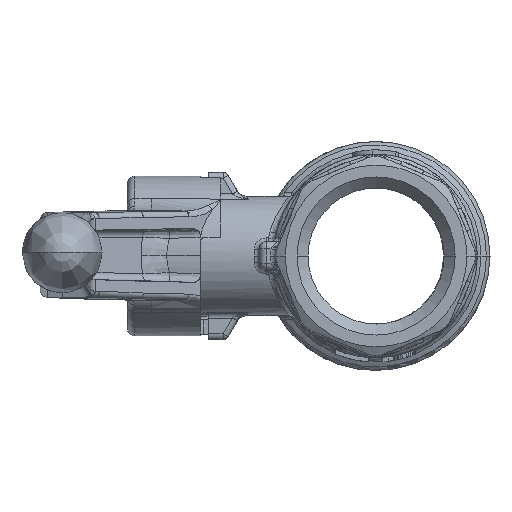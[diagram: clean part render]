
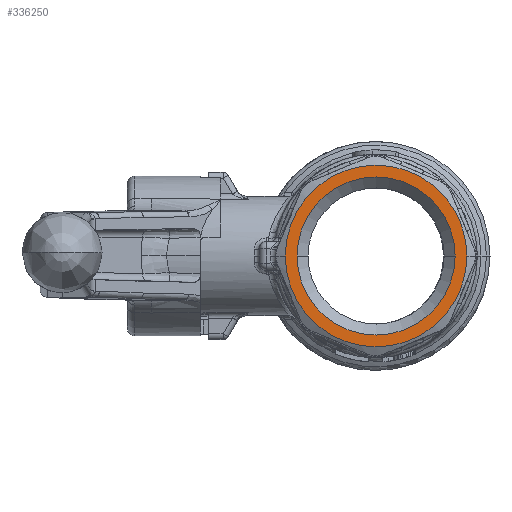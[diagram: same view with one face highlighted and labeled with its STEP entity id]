
A CAD part, left-side view. The second image highlights one B-rep face of the part: STEP entity #336250.
In plain terms, the highlighted planar face has unit normal (-1, 0, 0).
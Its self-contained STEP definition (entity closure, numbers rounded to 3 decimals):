
#201170=CARTESIAN_POINT('',(-30.53,-12.575,0.));
#201180=VERTEX_POINT('',#201170);
#201210=CARTESIAN_POINT('',(-30.53,-0.075,0.));
#201220=DIRECTION('',(-1.,0.,-0.));
#201230=DIRECTION('',(0.,-1.,0.));
#201240=AXIS2_PLACEMENT_3D('',#201210,#201220,#201230);
#201250=CIRCLE('',#201240,12.5);
#201260=CARTESIAN_POINT('',(-30.53,12.425,
0.));
#201270=VERTEX_POINT('',#201260);
#201280=EDGE_CURVE('',#201180,#201270,#201250,.T.);
#336000=CARTESIAN_POINT('',(-30.53,10.8,0.));
#336010=DIRECTION('',(-1.,0.,0.));
#336020=DIRECTION('',(0.,-1.,0.));
#336030=AXIS2_PLACEMENT_3D('',#336000,#336010,#336020);
#336040=PLANE('',#336030);
#336050=EDGE_CURVE('',#201270,#201180,#201250,.T.);
#336060=ORIENTED_EDGE('',*,*,#336050,.T.);
#336070=ORIENTED_EDGE('',*,*,#201280,.T.);
#336080=EDGE_LOOP('',(#336070,#336060));
#336090=FACE_OUTER_BOUND('',#336080,.T.);
#336100=CARTESIAN_POINT('',(-30.53,-0.075,0.));
#336110=DIRECTION('',(-1.,0.,-0.));
#336120=DIRECTION('',(0.,-1.,0.));
#336130=AXIS2_PLACEMENT_3D('',#336100,#336110,#336120);
#336140=CIRCLE('',#336130,10.875);
#336150=CARTESIAN_POINT('',(-30.53,-10.95,
0.));
#336160=VERTEX_POINT('',#336150);
#336170=CARTESIAN_POINT('',(-30.53,10.8,0.));
#336180=VERTEX_POINT('',#336170);
#336190=EDGE_CURVE('',#336160,#336180,#336140,.T.);
#336200=ORIENTED_EDGE('',*,*,#336190,.F.);
#336210=EDGE_CURVE('',#336180,#336160,#336140,.T.);
#336220=ORIENTED_EDGE('',*,*,#336210,.F.);
#336230=EDGE_LOOP('',(#336220,#336200));
#336240=FACE_BOUND('',#336230,.T.);
#336250=ADVANCED_FACE('',(#336090,#336240),#336040,.T.);
